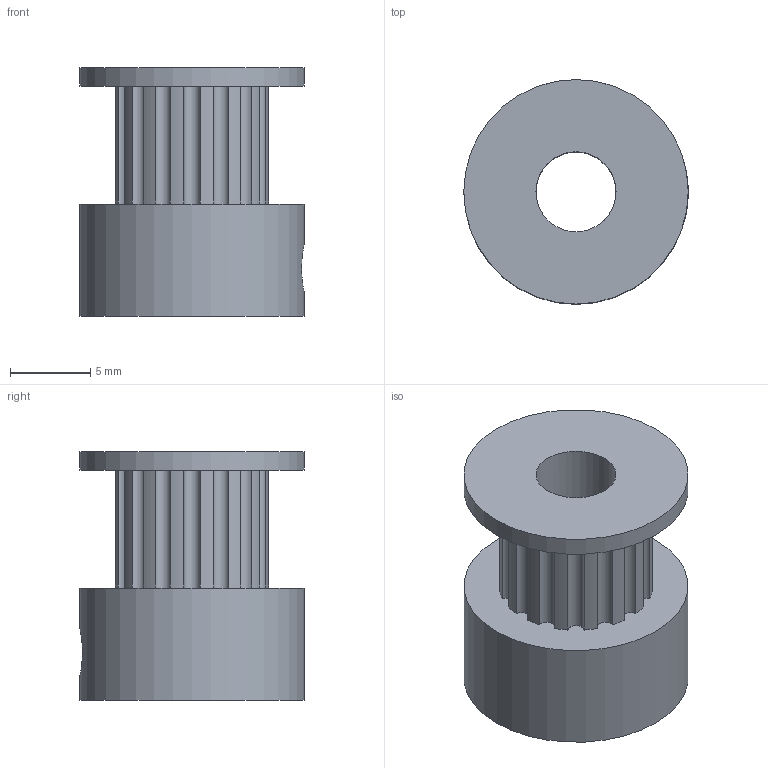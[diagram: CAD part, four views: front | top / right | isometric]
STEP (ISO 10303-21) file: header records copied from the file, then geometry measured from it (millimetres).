
FILE_DESCRIPTION(/* description */ ('Alibre Inc.'),/* implementation_level */ '2;1');
FILE_NAME(/* name */ 'export0',/* time_stamp */ '2015-07-05T22:49:01+12:00',/* author */ (''),/* organization */ (''),/* preprocessor_version */ 'ST-DEVELOPER v14',/* originating_system */ 'Alibre',/* authorisation */ '');
FILE_SCHEMA (('CONFIG_CONTROL_DESIGN'));
Length unit declared in the file: centimetre
Products named in the file (1): DGP16T
Bounding box: 14 x 14 x 15.5 mm (x, y, z)
Volume: 1371.5 mm3; surface area: 1387.3 mm2
Topology: 1 solids, 1 shells, 41 faces, 117 edges, 78 vertices
Faces by surface type: cylinder 37, plane 4
Full cylindrical faces by diameter (mm): 3 x2, 5 x1, 14 x2
Entity records: 1297 total; most frequent: CARTESIAN_POINT 307, ORIENTED_EDGE 212, DIRECTION 158, EDGE_CURVE 106, VERTEX_POINT 74, AXIS2_PLACEMENT_3D 65, EDGE_LOOP 54, FACE_BOUND 54
